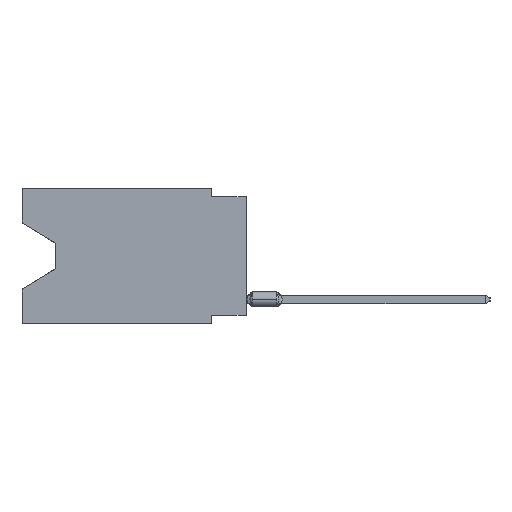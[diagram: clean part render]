
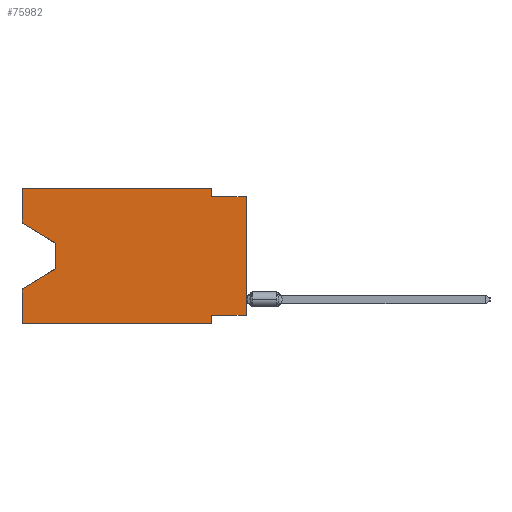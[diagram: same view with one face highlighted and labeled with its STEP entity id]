
A CAD part, left-side view. The second image highlights one B-rep face of the part: STEP entity #75982.
In plain terms, the highlighted planar face has unit normal (-1, 0, 0).
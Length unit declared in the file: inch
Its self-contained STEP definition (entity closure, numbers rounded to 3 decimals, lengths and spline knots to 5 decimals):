
#418 = CARTESIAN_POINT ( 'NONE',  ( 0., 0.645, 0. ) ) ;
#5123 = LINE ( 'NONE', #39435, #17049 ) ;
#5514 = DIRECTION ( 'NONE',  ( 0., 0., -1. ) ) ;
#5782 = ORIENTED_EDGE ( 'NONE', *, *, #28918, .T. ) ;
#5825 = VERTEX_POINT ( 'NONE', #49791 ) ;
#5884 = ORIENTED_EDGE ( 'NONE', *, *, #67468, .T. ) ;
#6221 = VECTOR ( 'NONE', #51703, 39.37008 ) ;
#6261 = ORIENTED_EDGE ( 'NONE', *, *, #31692, .F. ) ;
#6337 = LINE ( 'NONE', #66469, #53083 ) ;
#7478 = VECTOR ( 'NONE', #56491, 39.37008 ) ;
#7814 = CARTESIAN_POINT ( 'NONE',  ( 0., 0.645, 0. ) ) ;
#9301 = VERTEX_POINT ( 'NONE', #22086 ) ;
#9844 = LINE ( 'NONE', #78437, #73481 ) ;
#9845 = VERTEX_POINT ( 'NONE', #30337 ) ;
#9920 = EDGE_CURVE ( 'NONE', #47218, #15334, #9844, .T. ) ;
#10017 = VECTOR ( 'NONE', #27615, 39.37008 ) ;
#10209 = VECTOR ( 'NONE', #28745, 39.37008 ) ;
#10336 = LINE ( 'NONE', #58007, #21416 ) ;
#13150 = ORIENTED_EDGE ( 'NONE', *, *, #9920, .T. ) ;
#14542 = CARTESIAN_POINT ( 'NONE',  ( 0., 0., -0.365 ) ) ;
#15334 = VERTEX_POINT ( 'NONE', #73769 ) ;
#15890 = VERTEX_POINT ( 'NONE', #56663 ) ;
#17049 = VECTOR ( 'NONE', #58592, 39.37008 ) ;
#17138 = CARTESIAN_POINT ( 'NONE',  ( 0., 0., -0.025 ) ) ;
#21119 = CARTESIAN_POINT ( 'NONE',  ( 0., 0.645, 0. ) ) ;
#21416 = VECTOR ( 'NONE', #83419, 39.37008 ) ;
#21471 = VERTEX_POINT ( 'NONE', #24716 ) ;
#22086 = CARTESIAN_POINT ( 'NONE',  ( 0., 0.645, -0.28975 ) ) ;
#23507 = CARTESIAN_POINT ( 'NONE',  ( 0., 0.645, -0.10025 ) ) ;
#23626 = CARTESIAN_POINT ( 'NONE',  ( 0., 0.55, -0.232 ) ) ;
#24320 = ORIENTED_EDGE ( 'NONE', *, *, #71510, .F. ) ;
#24716 = CARTESIAN_POINT ( 'NONE',  ( 0., 0., -0.365 ) ) ;
#26223 = EDGE_CURVE ( 'NONE', #77247, #15890, #30523, .T. ) ;
#26882 = DIRECTION ( 'NONE',  ( 1., 0., 0. ) ) ;
#27615 = DIRECTION ( 'NONE',  ( 0., -1., 0. ) ) ;
#28745 = DIRECTION ( 'NONE',  ( 0., -1., 0. ) ) ;
#28918 = EDGE_CURVE ( 'NONE', #9845, #47218, #71629, .T. ) ;
#29213 = VECTOR ( 'NONE', #75161, 39.37008 ) ;
#29458 = EDGE_CURVE ( 'NONE', #9845, #30885, #6337, .T. ) ;
#29601 = ORIENTED_EDGE ( 'NONE', *, *, #38222, .T. ) ;
#29707 = CARTESIAN_POINT ( 'NONE',  ( 0., 0.645, -0.39 ) ) ;
#29834 = EDGE_CURVE ( 'NONE', #15334, #9301, #44582, .T. ) ;
#30337 = CARTESIAN_POINT ( 'NONE',  ( 0., 0.645, -0.10025 ) ) ;
#30523 = LINE ( 'NONE', #17138, #10209 ) ;
#30885 = VERTEX_POINT ( 'NONE', #21119 ) ;
#31692 = EDGE_CURVE ( 'NONE', #21471, #41678, #81850, .T. ) ;
#34789 = CARTESIAN_POINT ( 'NONE',  ( 0., 0.1, -0.365 ) ) ;
#35861 = LINE ( 'NONE', #7814, #36850 ) ;
#36380 = ORIENTED_EDGE ( 'NONE', *, *, #29458, .F. ) ;
#36850 = VECTOR ( 'NONE', #63028, 39.37008 ) ;
#37697 = EDGE_CURVE ( 'NONE', #56719, #9301, #35861, .T. ) ;
#38222 = EDGE_CURVE ( 'NONE', #21471, #15890, #10336, .T. ) ;
#39435 = CARTESIAN_POINT ( 'NONE',  ( 0., 0.1, -0.39 ) ) ;
#40202 = DIRECTION ( 'NONE',  ( 0., 0., 1. ) ) ;
#41678 = VERTEX_POINT ( 'NONE', #34789 ) ;
#42073 = CARTESIAN_POINT ( 'NONE',  ( 0., 0.1, 0. ) ) ;
#44582 = LINE ( 'NONE', #23626, #6221 ) ;
#45820 = ORIENTED_EDGE ( 'NONE', *, *, #37697, .F. ) ;
#46512 = PLANE ( 'NONE',  #77089 ) ;
#47218 = VERTEX_POINT ( 'NONE', #63572 ) ;
#49258 = VECTOR ( 'NONE', #51084, 39.37008 ) ;
#49791 = CARTESIAN_POINT ( 'NONE',  ( 0., 0.1, 0. ) ) ;
#51084 = DIRECTION ( 'NONE',  ( 0., -1., 0. ) ) ;
#51703 = DIRECTION ( 'NONE',  ( 0., 0.855, -0.519 ) ) ;
#51843 = EDGE_LOOP ( 'NONE', ( #5782, #13150, #85856, #45820, #5884, #63096, #6261, #29601, #83821, #24320, #78595, #36380 ) ) ;
#53083 = VECTOR ( 'NONE', #40202, 39.37008 ) ;
#54928 = CARTESIAN_POINT ( 'NONE',  ( 0., 0.645, 0. ) ) ;
#56491 = DIRECTION ( 'NONE',  ( 0., -0.855, -0.519 ) ) ;
#56663 = CARTESIAN_POINT ( 'NONE',  ( 0., 0., -0.025 ) ) ;
#56719 = VERTEX_POINT ( 'NONE', #68185 ) ;
#58007 = CARTESIAN_POINT ( 'NONE',  ( 0., 0., 0. ) ) ;
#58592 = DIRECTION ( 'NONE',  ( 0., 0., -1. ) ) ;
#58841 = DIRECTION ( 'NONE',  ( 0., 0., -1. ) ) ;
#61475 = LINE ( 'NONE', #418, #10017 ) ;
#63028 = DIRECTION ( 'NONE',  ( 0., 0., 1. ) ) ;
#63096 = ORIENTED_EDGE ( 'NONE', *, *, #84005, .F. ) ;
#63403 = LINE ( 'NONE', #42073, #64015 ) ;
#63572 = CARTESIAN_POINT ( 'NONE',  ( 0., 0.55, -0.158 ) ) ;
#64015 = VECTOR ( 'NONE', #69202, 39.37008 ) ;
#66469 = CARTESIAN_POINT ( 'NONE',  ( 0., 0.645, 0. ) ) ;
#67468 = EDGE_CURVE ( 'NONE', #56719, #71846, #80343, .T. ) ;
#68185 = CARTESIAN_POINT ( 'NONE',  ( 0., 0.645, -0.39 ) ) ;
#69202 = DIRECTION ( 'NONE',  ( 0., 0., -1. ) ) ;
#71510 = EDGE_CURVE ( 'NONE', #5825, #77247, #63403, .T. ) ;
#71629 = LINE ( 'NONE', #23507, #7478 ) ;
#71846 = VERTEX_POINT ( 'NONE', #83815 ) ;
#72372 = EDGE_CURVE ( 'NONE', #30885, #5825, #61475, .T. ) ;
#73481 = VECTOR ( 'NONE', #58841, 39.37008 ) ;
#73769 = CARTESIAN_POINT ( 'NONE',  ( 0., 0.55, -0.232 ) ) ;
#75161 = DIRECTION ( 'NONE',  ( 0., 1., 0. ) ) ;
#75982 = ADVANCED_FACE ( 'NONE', ( #87924 ), #46512, .F. ) ;
#76279 = CARTESIAN_POINT ( 'NONE',  ( 0., 0.1, -0.025 ) ) ;
#77089 = AXIS2_PLACEMENT_3D ( 'NONE', #54928, #26882, #5514 ) ;
#77247 = VERTEX_POINT ( 'NONE', #76279 ) ;
#78437 = CARTESIAN_POINT ( 'NONE',  ( 0., 0.55, -0.158 ) ) ;
#78595 = ORIENTED_EDGE ( 'NONE', *, *, #72372, .F. ) ;
#80343 = LINE ( 'NONE', #29707, #49258 ) ;
#81850 = LINE ( 'NONE', #14542, #29213 ) ;
#83419 = DIRECTION ( 'NONE',  ( 0., 0., 1. ) ) ;
#83815 = CARTESIAN_POINT ( 'NONE',  ( 0., 0.1, -0.39 ) ) ;
#83821 = ORIENTED_EDGE ( 'NONE', *, *, #26223, .F. ) ;
#84005 = EDGE_CURVE ( 'NONE', #41678, #71846, #5123, .T. ) ;
#85856 = ORIENTED_EDGE ( 'NONE', *, *, #29834, .T. ) ;
#87924 = FACE_OUTER_BOUND ( 'NONE', #51843, .T. ) ;
